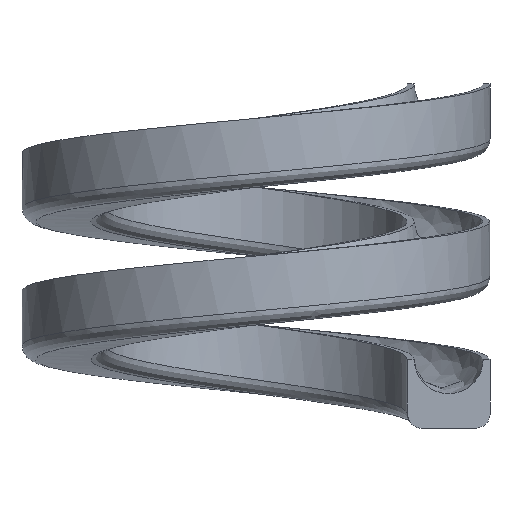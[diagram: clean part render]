
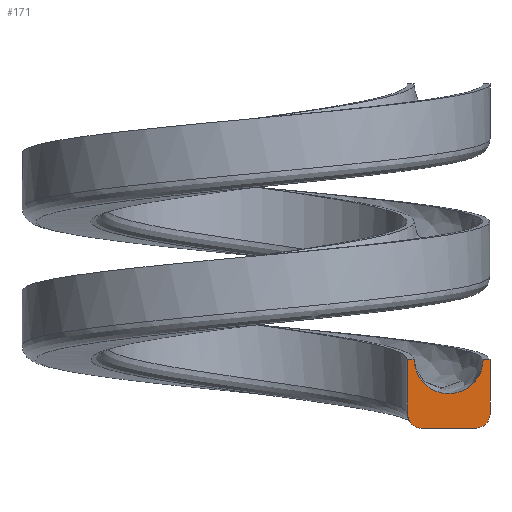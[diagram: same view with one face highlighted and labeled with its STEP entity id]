
A CAD part, front view. The second image highlights one B-rep face of the part: STEP entity #171.
In plain terms, the highlighted planar face has unit normal (0, -1, 0).
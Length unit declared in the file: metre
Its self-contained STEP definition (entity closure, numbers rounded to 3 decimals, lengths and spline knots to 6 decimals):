
#13=PLANE('',#192);
#15=CIRCLE('',#189,0.0125);
#32=B_SPLINE_CURVE_WITH_KNOTS('',3,(#1428,#1429,#1430,#1431,#1432),
 .UNSPECIFIED.,.F.,.F.,(4,1,4),(0.,0.003915,0.00783),
 .UNSPECIFIED.);
#33=B_SPLINE_CURVE_WITH_KNOTS('',3,(#1433,#1434,#1435,#1436,#1437),
 .UNSPECIFIED.,.F.,.F.,(4,1,4),(0.,0.003921,0.007841),
 .UNSPECIFIED.);
#66=ORIENTED_EDGE('',*,*,#100,.F.);
#67=ORIENTED_EDGE('',*,*,#104,.T.);
#68=ORIENTED_EDGE('',*,*,#82,.F.);
#69=ORIENTED_EDGE('',*,*,#88,.F.);
#70=ORIENTED_EDGE('',*,*,#91,.F.);
#71=ORIENTED_EDGE('',*,*,#94,.F.);
#72=ORIENTED_EDGE('',*,*,#97,.F.);
#73=ORIENTED_EDGE('',*,*,#105,.T.);
#82=EDGE_CURVE('',#106,#107,#122,.T.);
#88=EDGE_CURVE('',#111,#106,#125,.T.);
#91=EDGE_CURVE('',#113,#111,#15,.T.);
#94=EDGE_CURVE('',#115,#113,#127,.T.);
#97=EDGE_CURVE('',#117,#115,#129,.F.);
#100=EDGE_CURVE('',#120,#121,#131,.F.);
#104=EDGE_CURVE('',#120,#107,#32,.T.);
#105=EDGE_CURVE('',#117,#121,#33,.T.);
#106=VERTEX_POINT('',#220);
#107=VERTEX_POINT('',#221);
#111=VERTEX_POINT('',#548);
#113=VERTEX_POINT('',#797);
#115=VERTEX_POINT('',#948);
#117=VERTEX_POINT('',#1069);
#120=VERTEX_POINT('',#1296);
#121=VERTEX_POINT('',#1298);
#122=LINE('',#219,#132);
#125=LINE('',#549,#135);
#127=LINE('',#949,#137);
#129=LINE('',#1070,#139);
#131=LINE('',#1297,#141);
#132=VECTOR('',#197,1.);
#135=VECTOR('',#200,1.);
#137=VECTOR('',#206,1.);
#139=VECTOR('',#210,1.);
#141=VECTOR('',#212,1.);
#149=EDGE_LOOP('',(#66,#67,#68,#69,#70,#71,#72,#73));
#159=FACE_BOUND('',#149,.T.);
#171=ADVANCED_FACE('',(#159),#13,.T.);
#189=AXIS2_PLACEMENT_3D('',#798,#203,#204);
#192=AXIS2_PLACEMENT_3D('',#1427,#215,#216);
#197=DIRECTION('',(0.,0.,-1.));
#200=DIRECTION('',(1.,0.,0.));
#203=DIRECTION('',(0.,-1.,0.));
#204=DIRECTION('',(0.,0.,-1.));
#206=DIRECTION('',(1.,0.,0.));
#210=DIRECTION('',(0.,0.,-1.));
#212=DIRECTION('',(1.,0.,0.));
#215=DIRECTION('',(0.,-1.,0.));
#216=DIRECTION('',(1.,0.,0.));
#219=CARTESIAN_POINT('',(0.085,0.,0.04));
#220=CARTESIAN_POINT('',(0.085,0.,0.0525));
#221=CARTESIAN_POINT('',(0.085,0.,0.032524));
#548=CARTESIAN_POINT('',(0.0825,0.,0.0525));
#549=CARTESIAN_POINT('',(0.08375,0.,0.0525));
#797=CARTESIAN_POINT('',(0.0575,0.,0.0525));
#798=CARTESIAN_POINT('',(0.07,0.,0.0525));
#948=CARTESIAN_POINT('',(0.055,0.,0.0525));
#949=CARTESIAN_POINT('',(0.05625,0.,0.0525));
#1069=CARTESIAN_POINT('',(0.055,0.,0.032542));
#1070=CARTESIAN_POINT('',(0.055,0.,0.04));
#1296=CARTESIAN_POINT('',(0.079999,0.,0.0275));
#1297=CARTESIAN_POINT('',(0.07,0.,0.0275));
#1298=CARTESIAN_POINT('',(0.059997,0.,0.0275));
#1427=CARTESIAN_POINT('',(0.07,0.,0.04625));
#1428=CARTESIAN_POINT('',(0.079999,0.,0.0275));
#1429=CARTESIAN_POINT('',(0.081322,0.,0.0275));
#1430=CARTESIAN_POINT('',(0.083914,0.,0.028598));
#1431=CARTESIAN_POINT('',(0.085,0.,0.0312));
#1432=CARTESIAN_POINT('',(0.085,0.,0.032524));
#1433=CARTESIAN_POINT('',(0.055,0.,0.032542));
#1434=CARTESIAN_POINT('',(0.055,0.,0.031216));
#1435=CARTESIAN_POINT('',(0.056072,0.,0.028613));
#1436=CARTESIAN_POINT('',(0.058671,0.,0.0275));
#1437=CARTESIAN_POINT('',(0.059997,0.,0.0275));
